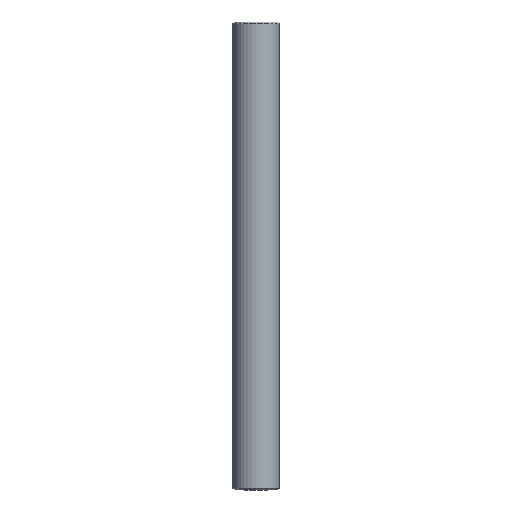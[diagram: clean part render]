
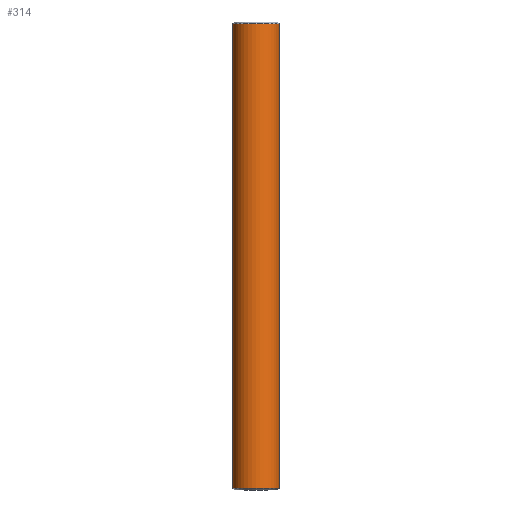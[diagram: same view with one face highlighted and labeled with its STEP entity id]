
A CAD part, front view. The second image highlights one B-rep face of the part: STEP entity #314.
In plain terms, the highlighted cylindrical face has radius 7.5 mm (diameter 15 mm), a partial arc.
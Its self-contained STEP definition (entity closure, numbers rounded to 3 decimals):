
#20=CYLINDRICAL_SURFACE('',#393,7.5);
#30=FACE_OUTER_BOUND('',#46,.T.);
#46=EDGE_LOOP('',(#263,#264,#265,#266));
#65=LINE('',#595,#89);
#66=LINE('',#599,#90);
#89=VECTOR('',#480,149.);
#90=VECTOR('',#483,149.);
#117=CIRCLE('',#394,7.5);
#118=CIRCLE('',#395,7.5);
#159=VERTEX_POINT('',#593);
#160=VERTEX_POINT('',#594);
#161=VERTEX_POINT('',#596);
#162=VERTEX_POINT('',#598);
#211=EDGE_CURVE('',#159,#160,#65,.T.);
#212=EDGE_CURVE('',#160,#161,#117,.T.);
#213=EDGE_CURVE('',#161,#162,#66,.T.);
#214=EDGE_CURVE('',#162,#159,#118,.T.);
#263=ORIENTED_EDGE('',*,*,#211,.T.);
#264=ORIENTED_EDGE('',*,*,#212,.T.);
#265=ORIENTED_EDGE('',*,*,#213,.T.);
#266=ORIENTED_EDGE('',*,*,#214,.T.);
#314=ADVANCED_FACE('',(#30),#20,.T.);
#393=AXIS2_PLACEMENT_3D('',#592,#478,#479);
#394=AXIS2_PLACEMENT_3D('',#597,#481,#482);
#395=AXIS2_PLACEMENT_3D('',#600,#484,#485);
#478=DIRECTION('center_axis',(0.,0.,1.));
#479=DIRECTION('ref_axis',(1.,0.,0.));
#480=DIRECTION('',(0.,0.,-1.));
#481=DIRECTION('center_axis',(0.,0.,1.));
#482=DIRECTION('ref_axis',(1.,0.,0.));
#483=DIRECTION('',(0.,0.,1.));
#484=DIRECTION('center_axis',(0.,0.,
-1.));
#485=DIRECTION('ref_axis',(1.,0.,0.));
#592=CARTESIAN_POINT('Origin',(0.,0.,0.));
#593=CARTESIAN_POINT('',(-7.5,0.,74.5));
#594=CARTESIAN_POINT('',(-7.5,0.,-74.5));
#595=CARTESIAN_POINT('',(-7.5,0.,74.5));
#596=CARTESIAN_POINT('',(7.5,0.,-74.5));
#597=CARTESIAN_POINT('Origin',(0.,0.,-74.5));
#598=CARTESIAN_POINT('',(7.5,0.,74.5));
#599=CARTESIAN_POINT('',(7.5,0.,-74.5));
#600=CARTESIAN_POINT('Origin',(0.,0.,
74.5));
